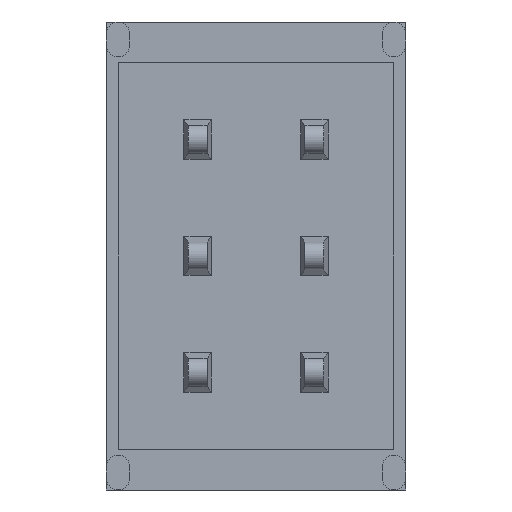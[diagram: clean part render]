
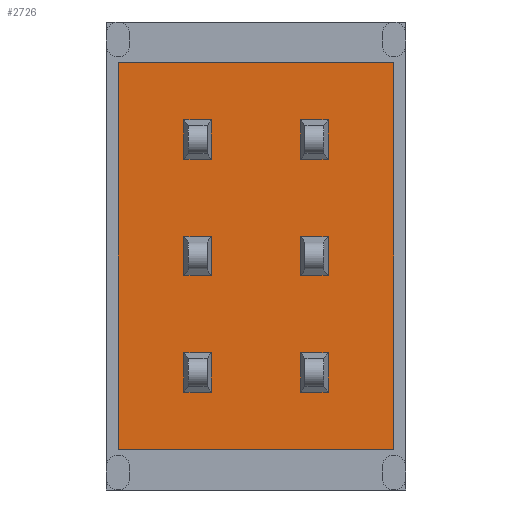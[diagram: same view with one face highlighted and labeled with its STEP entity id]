
A CAD part, front view. The second image highlights one B-rep face of the part: STEP entity #2726.
In plain terms, the highlighted planar face has unit normal (0, -1, 0).
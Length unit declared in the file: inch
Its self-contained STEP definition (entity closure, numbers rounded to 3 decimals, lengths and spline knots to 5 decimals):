
#767=ORIENTED_EDGE('',*,*,#1196,.F.);
#768=ORIENTED_EDGE('',*,*,#1202,.F.);
#769=ORIENTED_EDGE('',*,*,#1200,.F.);
#770=ORIENTED_EDGE('',*,*,#1198,.F.);
#1196=EDGE_CURVE('',#1455,#1456,#1776,.T.);
#1198=EDGE_CURVE('',#1456,#1457,#1778,.T.);
#1200=EDGE_CURVE('',#1457,#1458,#1780,.T.);
#1202=EDGE_CURVE('',#1458,#1455,#1782,.T.);
#1455=VERTEX_POINT('',#4410);
#1456=VERTEX_POINT('',#4412);
#1457=VERTEX_POINT('',#4416);
#1458=VERTEX_POINT('',#4420);
#1776=LINE('',#4411,#2112);
#1778=LINE('',#4415,#2114);
#1780=LINE('',#4419,#2116);
#1782=LINE('',#4423,#2118);
#2112=VECTOR('',#3628,39.37008);
#2114=VECTOR('',#3632,39.37008);
#2116=VECTOR('',#3636,39.37008);
#2118=VECTOR('',#3640,39.37008);
#2284=EDGE_LOOP('',(#767,#768,#769,#770));
#2444=FACE_BOUND('',#2284,.T.);
#2580=PLANE('',#2963);
#2726=ADVANCED_FACE('',(#2444),#2580,.F.);
#2963=AXIS2_PLACEMENT_3D('',#4424,#3641,#3642);
#3628=DIRECTION('',(-1.,0.,0.));
#3632=DIRECTION('',(0.,0.,1.));
#3636=DIRECTION('',(1.,0.,0.));
#3640=DIRECTION('',(0.,0.,-1.));
#3641=DIRECTION('',(0.,1.,0.));
#3642=DIRECTION('',(0.,0.,1.));
#4410=CARTESIAN_POINT('',(0.1185,0.001,-0.166));
#4411=CARTESIAN_POINT('',(0.1185,0.001,-0.166));
#4412=CARTESIAN_POINT('',(-0.1185,0.001,-0.166));
#4415=CARTESIAN_POINT('',(-0.1185,0.001,-0.166));
#4416=CARTESIAN_POINT('',(-0.1185,0.001,0.166));
#4419=CARTESIAN_POINT('',(-0.1185,0.001,0.166));
#4420=CARTESIAN_POINT('',(0.1185,0.001,0.166));
#4423=CARTESIAN_POINT('',(0.1185,0.001,0.166));
#4424=CARTESIAN_POINT('',(0.,0.001,0.));
